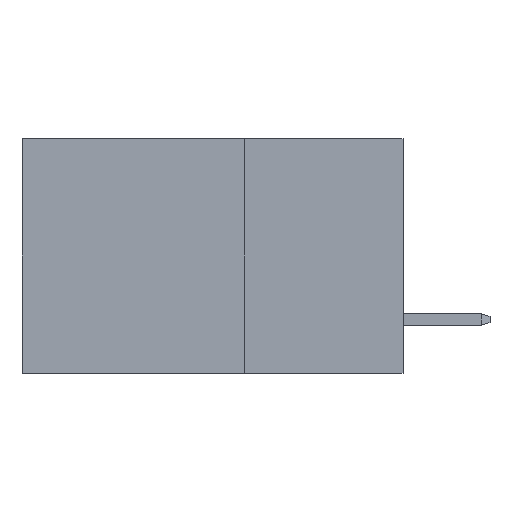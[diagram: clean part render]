
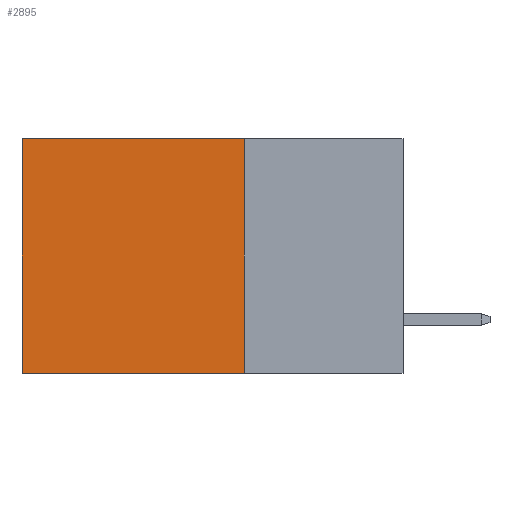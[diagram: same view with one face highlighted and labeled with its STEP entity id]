
A CAD part, left-side view. The second image highlights one B-rep face of the part: STEP entity #2895.
In plain terms, the highlighted planar face has unit normal (-1, 0, 0).
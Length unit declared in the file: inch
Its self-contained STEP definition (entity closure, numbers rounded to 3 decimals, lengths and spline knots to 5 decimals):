
#196 = VERTEX_POINT ( 'NONE', #1774 ) ;
#380 = LINE ( 'NONE', #4376, #1159 ) ;
#878 = EDGE_CURVE ( 'NONE', #3768, #9174, #380, .T. ) ;
#917 = CARTESIAN_POINT ( 'NONE',  ( 0.2875, 0.25, 0. ) ) ;
#958 = ORIENTED_EDGE ( 'NONE', *, *, #3219, .F. ) ;
#1113 = DIRECTION ( 'NONE',  ( 1., 0., 0. ) ) ;
#1141 = EDGE_CURVE ( 'NONE', #196, #3768, #15384, .T. ) ;
#1159 = VECTOR ( 'NONE', #5674, 39.37008 ) ;
#1316 = DIRECTION ( 'NONE',  ( 0., 1., 0. ) ) ;
#1774 = CARTESIAN_POINT ( 'NONE',  ( 0.2875, 0.25, 0. ) ) ;
#2895 = ADVANCED_FACE ( 'NONE', ( #5301 ), #7869, .F. ) ;
#3219 = EDGE_CURVE ( 'NONE', #196, #13788, #8705, .T. ) ;
#3284 = ORIENTED_EDGE ( 'NONE', *, *, #878, .T. ) ;
#3402 = VECTOR ( 'NONE', #6253, 39.37008 ) ;
#3768 = VERTEX_POINT ( 'NONE', #13962 ) ;
#4341 = CARTESIAN_POINT ( 'NONE',  ( 0.2875, 0.6, -0.37 ) ) ;
#4376 = CARTESIAN_POINT ( 'NONE',  ( 0.2875, 0.6, 0. ) ) ;
#4590 = DIRECTION ( 'NONE',  ( 0., 0., -1. ) ) ;
#5300 = VECTOR ( 'NONE', #1316, 39.37008 ) ;
#5301 = FACE_OUTER_BOUND ( 'NONE', #11890, .T. ) ;
#5674 = DIRECTION ( 'NONE',  ( 0., 0., -1. ) ) ;
#5871 = EDGE_CURVE ( 'NONE', #13788, #9174, #13928, .T. ) ;
#6253 = DIRECTION ( 'NONE',  ( 0., 1., 0. ) ) ;
#6326 = CARTESIAN_POINT ( 'NONE',  ( 0.2875, 0.25, 0. ) ) ;
#7193 = CARTESIAN_POINT ( 'NONE',  ( 0.2875, 0.25, -0.37 ) ) ;
#7526 = AXIS2_PLACEMENT_3D ( 'NONE', #6326, #1113, #12983 ) ;
#7869 = PLANE ( 'NONE',  #7526 ) ;
#8705 = LINE ( 'NONE', #917, #14609 ) ;
#9174 = VERTEX_POINT ( 'NONE', #4341 ) ;
#11841 = ORIENTED_EDGE ( 'NONE', *, *, #5871, .F. ) ;
#11890 = EDGE_LOOP ( 'NONE', ( #3284, #11841, #958, #12730 ) ) ;
#12730 = ORIENTED_EDGE ( 'NONE', *, *, #1141, .T. ) ;
#12983 = DIRECTION ( 'NONE',  ( 0., 0., -1. ) ) ;
#13788 = VERTEX_POINT ( 'NONE', #7193 ) ;
#13928 = LINE ( 'NONE', #15291, #3402 ) ;
#13962 = CARTESIAN_POINT ( 'NONE',  ( 0.2875, 0.6, 0. ) ) ;
#14111 = CARTESIAN_POINT ( 'NONE',  ( 0.2875, 0.25, 0. ) ) ;
#14609 = VECTOR ( 'NONE', #4590, 39.37008 ) ;
#15291 = CARTESIAN_POINT ( 'NONE',  ( 0.2875, 0.25, -0.37 ) ) ;
#15384 = LINE ( 'NONE', #14111, #5300 ) ;
